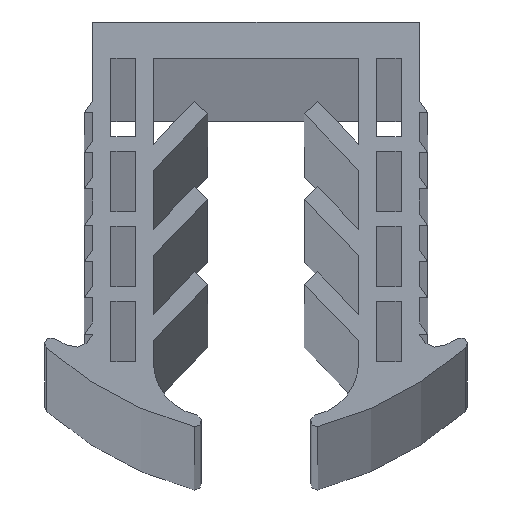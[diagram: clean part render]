
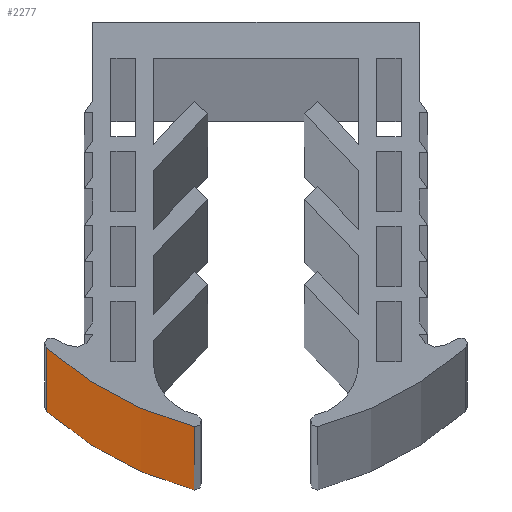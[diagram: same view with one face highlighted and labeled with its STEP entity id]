
A CAD part, top view. The second image highlights one B-rep face of the part: STEP entity #2277.
In plain terms, the highlighted cylindrical face has radius 30 mm (diameter 60 mm), a partial arc.
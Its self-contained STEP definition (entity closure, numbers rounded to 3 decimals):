
#112 = ORIENTED_EDGE ( 'NONE', *, *, #7398, .T. ) ;
#273 = VECTOR ( 'NONE', #6391, 1000. ) ;
#474 = AXIS2_PLACEMENT_3D ( 'NONE', #13507, #11790, #2357 ) ;
#1021 = AXIS2_PLACEMENT_3D ( 'NONE', #18500, #15198, #20062 ) ;
#1059 = EDGE_CURVE ( 'NONE', #19606, #2642, #11661, .T. ) ;
#1664 = CARTESIAN_POINT ( 'NONE',  ( -5.127, -33.484, 1500. ) ) ;
#2277 = ADVANCED_FACE ( 'NONE', ( #8814 ), #5615, .T. ) ;
#2335 = DIRECTION ( 'NONE',  ( -1., 0., 0. ) ) ;
#2357 = DIRECTION ( 'NONE',  ( 1., 0., 0. ) ) ;
#2461 = CARTESIAN_POINT ( 'NONE',  ( 2.509, -4.472, 1500. ) ) ;
#2642 = VERTEX_POINT ( 'NONE', #13795 ) ;
#2763 = CIRCLE ( 'NONE', #474, 30. ) ;
#3946 = ORIENTED_EDGE ( 'NONE', *, *, #7773, .F. ) ;
#4053 = CARTESIAN_POINT ( 'NONE',  ( -17.331, -26.975, 1500. ) ) ;
#5615 = CYLINDRICAL_SURFACE ( 'NONE', #12264, 30. ) ;
#6391 = DIRECTION ( 'NONE',  ( 0., 0., -1. ) ) ;
#7398 = EDGE_CURVE ( 'NONE', #10394, #19606, #11885, .T. ) ;
#7773 = EDGE_CURVE ( 'NONE', #10394, #12336, #2763, .T. ) ;
#8814 = FACE_OUTER_BOUND ( 'NONE', #19401, .T. ) ;
#8870 = DIRECTION ( 'NONE',  ( 0., 0., -1. ) ) ;
#8926 = VECTOR ( 'NONE', #17291, 1000. ) ;
#10136 = ORIENTED_EDGE ( 'NONE', *, *, #10828, .F. ) ;
#10394 = VERTEX_POINT ( 'NONE', #4053 ) ;
#10702 = ORIENTED_EDGE ( 'NONE', *, *, #1059, .T. ) ;
#10828 = EDGE_CURVE ( 'NONE', #12336, #2642, #16253, .T. ) ;
#11661 = CIRCLE ( 'NONE', #1021, 30. ) ;
#11790 = DIRECTION ( 'NONE',  ( 0., 0., 1. ) ) ;
#11885 = LINE ( 'NONE', #20162, #8926 ) ;
#12216 = CARTESIAN_POINT ( 'NONE',  ( -17.331, -26.975, -1500. ) ) ;
#12264 = AXIS2_PLACEMENT_3D ( 'NONE', #2461, #8870, #2335 ) ;
#12336 = VERTEX_POINT ( 'NONE', #17811 ) ;
#13507 = CARTESIAN_POINT ( 'NONE',  ( 2.509, -4.472, 1500. ) ) ;
#13795 = CARTESIAN_POINT ( 'NONE',  ( -5.127, -33.484, -1500. ) ) ;
#15198 = DIRECTION ( 'NONE',  ( 0., 0., 1. ) ) ;
#16253 = LINE ( 'NONE', #1664, #273 ) ;
#17291 = DIRECTION ( 'NONE',  ( 0., 0., -1. ) ) ;
#17811 = CARTESIAN_POINT ( 'NONE',  ( -5.127, -33.484, 1500. ) ) ;
#18500 = CARTESIAN_POINT ( 'NONE',  ( 2.509, -4.472, -1500. ) ) ;
#19401 = EDGE_LOOP ( 'NONE', ( #10702, #10136, #3946, #112 ) ) ;
#19606 = VERTEX_POINT ( 'NONE', #12216 ) ;
#20062 = DIRECTION ( 'NONE',  ( 1., 0., 0. ) ) ;
#20162 = CARTESIAN_POINT ( 'NONE',  ( -17.331, -26.975, 1500. ) ) ;
